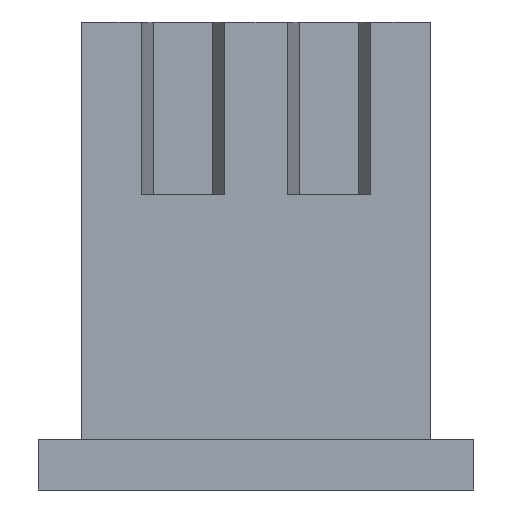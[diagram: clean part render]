
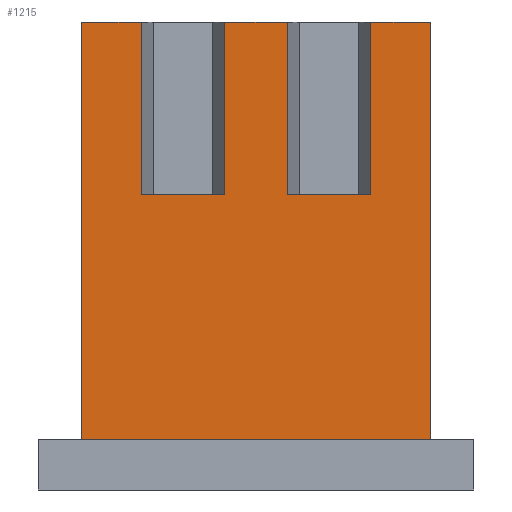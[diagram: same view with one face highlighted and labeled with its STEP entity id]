
A CAD part, front view. The second image highlights one B-rep face of the part: STEP entity #1215.
In plain terms, the highlighted planar face has unit normal (0, -1, 0).
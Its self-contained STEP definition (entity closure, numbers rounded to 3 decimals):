
#57=FACE_OUTER_BOUND('',#121,.T.);
#121=EDGE_LOOP('',(#958,#959,#960,#961,#962,#963,#964,#965,#966,#967,#968,
#969));
#155=LINE('',#1629,#326);
#159=LINE('',#1637,#330);
#163=LINE('',#1645,#334);
#246=LINE('',#1812,#417);
#248=LINE('',#1816,#419);
#249=LINE('',#1818,#420);
#255=LINE('',#1830,#426);
#270=LINE('',#1860,#441);
#271=LINE('',#1862,#442);
#272=LINE('',#1863,#443);
#273=LINE('',#1865,#444);
#274=LINE('',#1866,#445);
#326=VECTOR('',#1329,10.);
#330=VECTOR('',#1333,10.);
#334=VECTOR('',#1337,10.);
#417=VECTOR('',#1458,10.);
#419=VECTOR('',#1462,10.);
#420=VECTOR('',#1465,10.);
#426=VECTOR('',#1481,10.);
#441=VECTOR('',#1508,10.);
#442=VECTOR('',#1509,10.);
#443=VECTOR('',#1510,10.);
#444=VECTOR('',#1511,10.);
#445=VECTOR('',#1512,10.);
#497=VERTEX_POINT('',#1626);
#498=VERTEX_POINT('',#1628);
#501=VERTEX_POINT('',#1634);
#502=VERTEX_POINT('',#1636);
#505=VERTEX_POINT('',#1642);
#506=VERTEX_POINT('',#1644);
#571=VERTEX_POINT('',#1810);
#572=VERTEX_POINT('',#1814);
#573=VERTEX_POINT('',#1829);
#582=VERTEX_POINT('',#1859);
#583=VERTEX_POINT('',#1861);
#584=VERTEX_POINT('',#1864);
#611=EDGE_CURVE('',#498,#497,#155,.T.);
#615=EDGE_CURVE('',#502,#501,#159,.T.);
#619=EDGE_CURVE('',#506,#505,#163,.T.);
#702=EDGE_CURVE('',#571,#502,#246,.T.);
#704=EDGE_CURVE('',#505,#572,#248,.T.);
#705=EDGE_CURVE('',#572,#571,#249,.T.);
#711=EDGE_CURVE('',#573,#506,#255,.T.);
#726=EDGE_CURVE('',#501,#582,#270,.T.);
#727=EDGE_CURVE('',#582,#583,#271,.T.);
#728=EDGE_CURVE('',#583,#498,#272,.T.);
#729=EDGE_CURVE('',#584,#497,#273,.T.);
#730=EDGE_CURVE('',#573,#584,#274,.T.);
#958=ORIENTED_EDGE('',*,*,#615,.T.);
#959=ORIENTED_EDGE('',*,*,#726,.T.);
#960=ORIENTED_EDGE('',*,*,#727,.T.);
#961=ORIENTED_EDGE('',*,*,#728,.T.);
#962=ORIENTED_EDGE('',*,*,#611,.T.);
#963=ORIENTED_EDGE('',*,*,#729,.F.);
#964=ORIENTED_EDGE('',*,*,#730,.F.);
#965=ORIENTED_EDGE('',*,*,#711,.T.);
#966=ORIENTED_EDGE('',*,*,#619,.T.);
#967=ORIENTED_EDGE('',*,*,#704,.T.);
#968=ORIENTED_EDGE('',*,*,#705,.T.);
#969=ORIENTED_EDGE('',*,*,#702,.T.);
#1154=PLANE('',#1291);
#1215=ADVANCED_FACE('',(#57),#1154,.T.);
#1291=AXIS2_PLACEMENT_3D('',#1858,#1506,#1507);
#1329=DIRECTION('',(-1.,0.,0.));
#1333=DIRECTION('',(-1.,0.,0.));
#1337=DIRECTION('',(-1.,0.,0.));
#1458=DIRECTION('',(0.,0.,1.));
#1462=DIRECTION('',(0.,0.,-1.));
#1465=DIRECTION('',(-1.,0.,0.));
#1481=DIRECTION('',(0.,0.,1.));
#1506=DIRECTION('center_axis',(0.,-1.,0.));
#1507=DIRECTION('ref_axis',(0.,0.,-1.));
#1508=DIRECTION('',(0.,0.,-1.));
#1509=DIRECTION('',(-1.,0.,0.));
#1510=DIRECTION('',(0.,0.,1.));
#1511=DIRECTION('',(0.,0.,1.));
#1512=DIRECTION('',(-1.,0.,0.));
#1626=CARTESIAN_POINT('',(-0.475,-1.75,7.85));
#1628=CARTESIAN_POINT('',(0.525,-1.75,7.85));
#1629=CARTESIAN_POINT('',(10.275,-1.75,7.85));
#1634=CARTESIAN_POINT('',(1.925,-1.75,7.85));
#1636=CARTESIAN_POINT('',(2.975,-1.75,7.85));
#1637=CARTESIAN_POINT('',(5.375,-1.75,7.85));
#1642=CARTESIAN_POINT('',(4.375,-1.75,7.85));
#1644=CARTESIAN_POINT('',(5.375,-1.75,7.85));
#1645=CARTESIAN_POINT('',(5.375,-1.75,7.85));
#1810=CARTESIAN_POINT('',(2.975,-1.75,4.95));
#1812=CARTESIAN_POINT('',(2.975,-1.75,4.35));
#1814=CARTESIAN_POINT('',(4.375,-1.75,4.95));
#1816=CARTESIAN_POINT('',(4.375,-1.75,4.35));
#1818=CARTESIAN_POINT('',(4.525,-1.75,4.95));
#1829=CARTESIAN_POINT('',(5.375,-1.75,0.85));
#1830=CARTESIAN_POINT('',(5.375,-1.75,0.85));
#1858=CARTESIAN_POINT('Origin',(10.275,-1.75,0.85));
#1859=CARTESIAN_POINT('',(1.925,-1.75,4.95));
#1860=CARTESIAN_POINT('',(1.925,-1.75,4.35));
#1861=CARTESIAN_POINT('',(0.525,-1.75,4.95));
#1862=CARTESIAN_POINT('',(5.75,-1.75,4.95));
#1863=CARTESIAN_POINT('',(0.525,-1.75,4.35));
#1864=CARTESIAN_POINT('',(-0.475,-1.75,0.85));
#1865=CARTESIAN_POINT('',(-0.475,-1.75,0.85));
#1866=CARTESIAN_POINT('',(2.747,-1.75,0.85));
